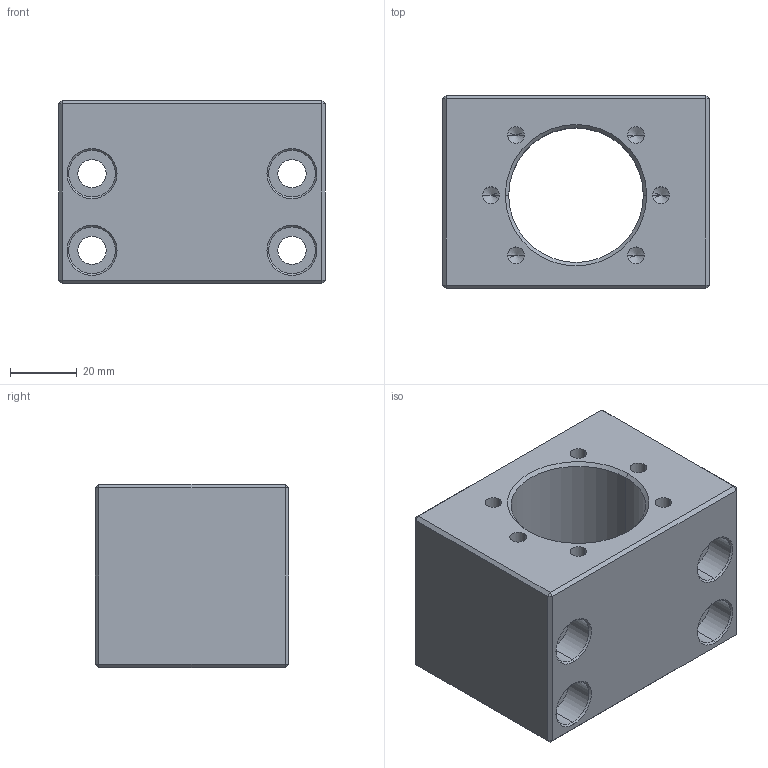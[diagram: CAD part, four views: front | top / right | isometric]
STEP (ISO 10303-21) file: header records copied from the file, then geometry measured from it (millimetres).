
FILE_DESCRIPTION (( 'STEP AP203' ), '1' );
FILE_NAME ('歐式螺帽座GFD-25.STEP', '2013-07-10T08:41:40', ( '' ), ( '' ), 'SwSTEP 2.0', 'SolidWorks 2013', '' );
FILE_SCHEMA (( 'CONFIG_CONTROL_DESIGN' ));
Length unit declared in the file: millimetre
Products named in the file (1): 歐式螺帽座GFD-25
Bounding box: 80 x 58 x 55 mm (x, y, z)
Volume: 165673.6 mm3; surface area: 36021.9 mm2
Topology: 1 solids, 1 shells, 84 faces, 186 edges, 102 vertices
Faces by surface type: cylinder 30, plane 30, cone 24
Entity records: 2291 total; most frequent: DIRECTION 416, CARTESIAN_POINT 361, ORIENTED_EDGE 348, EDGE_CURVE 174, AXIS2_PLACEMENT_3D 157, EDGE_LOOP 104, LINE 102, VECTOR 102
